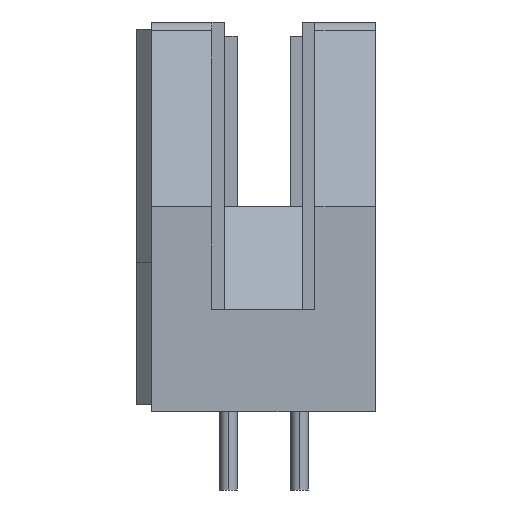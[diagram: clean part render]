
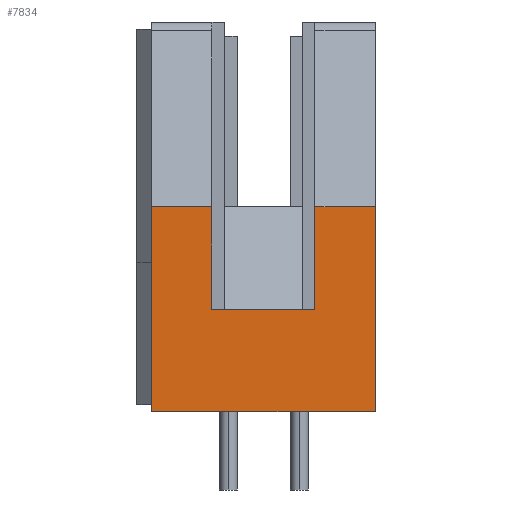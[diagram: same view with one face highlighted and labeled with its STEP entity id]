
A CAD part, left-side view. The second image highlights one B-rep face of the part: STEP entity #7834.
In plain terms, the highlighted planar face has unit normal (-1, 0, 0).
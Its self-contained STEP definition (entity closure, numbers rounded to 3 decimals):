
#62=DIRECTION('',(0.,0.,1.));
#63=VECTOR('',#62,7.341);
#64=CARTESIAN_POINT('',(-28.702,-4.001,-7.341));
#65=LINE('',#64,#63);
#799=DIRECTION('',(0.,0.,1.));
#800=VECTOR('',#799,7.341);
#801=CARTESIAN_POINT('',(-28.702,4.001,-7.341));
#802=LINE('',#801,#800);
#1639=DIRECTION('',(0.,0.,-1.));
#1640=VECTOR('',#1639,3.683);
#1641=CARTESIAN_POINT('',(-28.702,1.842,0.));
#1642=LINE('',#1641,#1640);
#1643=DIRECTION('',(0.,1.,0.));
#1644=VECTOR('',#1643,3.683);
#1645=CARTESIAN_POINT('',(-28.702,-1.842,-3.683));
#1646=LINE('',#1645,#1644);
#1647=DIRECTION('',(0.,0.,-1.));
#1648=VECTOR('',#1647,3.683);
#1649=CARTESIAN_POINT('',(-28.702,-1.842,0.));
#1650=LINE('',#1649,#1648);
#1651=DIRECTION('',(0.,1.,0.));
#1652=VECTOR('',#1651,8.001);
#1653=CARTESIAN_POINT('',(-28.702,-4.001,-7.341));
#1654=LINE('',#1653,#1652);
#1659=DIRECTION('',(0.,1.,0.));
#1660=VECTOR('',#1659,2.159);
#1661=CARTESIAN_POINT('',(-28.702,1.842,0.));
#1662=LINE('',#1661,#1660);
#1667=DIRECTION('',(0.,1.,0.));
#1668=VECTOR('',#1667,2.159);
#1669=CARTESIAN_POINT('',(-28.702,-4.001,0.));
#1670=LINE('',#1669,#1668);
#4606=CARTESIAN_POINT('',(-28.702,-4.001,-7.341));
#4607=CARTESIAN_POINT('',(-28.702,-4.001,0.));
#4608=VERTEX_POINT('',#4606);
#4609=VERTEX_POINT('',#4607);
#4624=CARTESIAN_POINT('',(-28.702,4.001,-7.341));
#4625=CARTESIAN_POINT('',(-28.702,4.001,0.));
#4626=VERTEX_POINT('',#4624);
#4627=VERTEX_POINT('',#4625);
#4646=CARTESIAN_POINT('',(-28.702,1.842,0.));
#4647=CARTESIAN_POINT('',(-28.702,1.842,-3.683));
#4648=VERTEX_POINT('',#4646);
#4649=VERTEX_POINT('',#4647);
#4650=CARTESIAN_POINT('',(-28.702,-1.842,0.));
#4651=CARTESIAN_POINT('',(-28.702,-1.842,-3.683));
#4652=VERTEX_POINT('',#4650);
#4653=VERTEX_POINT('',#4651);
#7817=CARTESIAN_POINT('',(-28.702,-4.001,-7.341));
#7818=DIRECTION('',(-1.,0.,0.));
#7819=DIRECTION('',(0.,0.,1.));
#7820=AXIS2_PLACEMENT_3D('',#7817,#7818,#7819);
#7821=PLANE('',#7820);
#7822=ORIENTED_EDGE('',*,*,#7145,.T.);
#7823=ORIENTED_EDGE('',*,*,#7784,.F.);
#7824=ORIENTED_EDGE('',*,*,#7559,.F.);
#7826=ORIENTED_EDGE('',*,*,#7825,.F.);
#7827=ORIENTED_EDGE('',*,*,#6079,.F.);
#7828=ORIENTED_EDGE('',*,*,#7256,.T.);
#7829=ORIENTED_EDGE('',*,*,#6863,.T.);
#7831=ORIENTED_EDGE('',*,*,#7830,.F.);
#7832=EDGE_LOOP('',(#7822,#7823,#7824,#7826,#7827,#7828,#7829,#7831));
#7833=FACE_OUTER_BOUND('',#7832,.F.);
#6079=EDGE_CURVE('',#4608,#4609,#65,.T.);
#6863=EDGE_CURVE('',#4626,#4627,#802,.T.);
#7145=EDGE_CURVE('',#4648,#4649,#1642,.T.);
#7256=EDGE_CURVE('',#4608,#4626,#1654,.T.);
#7559=EDGE_CURVE('',#4652,#4653,#1650,.T.);
#7784=EDGE_CURVE('',#4653,#4649,#1646,.T.);
#7825=EDGE_CURVE('',#4609,#4652,#1670,.T.);
#7830=EDGE_CURVE('',#4648,#4627,#1662,.T.);
#7834=ADVANCED_FACE('',(#7833),#7821,.T.);
